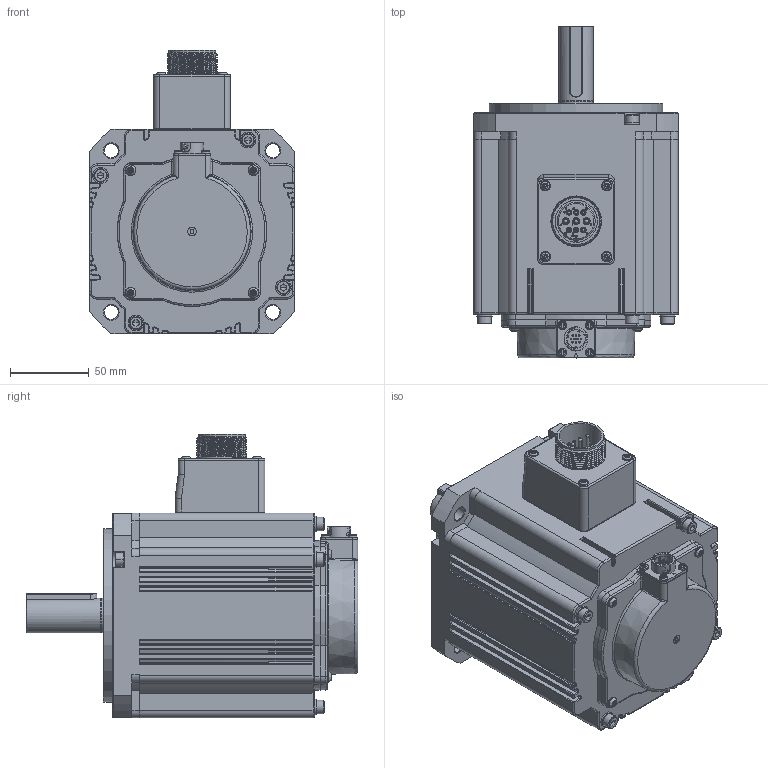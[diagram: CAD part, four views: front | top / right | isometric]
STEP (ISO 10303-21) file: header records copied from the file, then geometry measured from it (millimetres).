
FILE_DESCRIPTION(/* description */ (''),/* implementation_level */ '2;1');
FILE_NAME(/* name */ 'X2MG085H-B2LN外形图.stp',/* time_stamp */ '2020-04-10T16:31:19+08:00',/* author */ (''),/* organization */ (''),/* preprocessor_version */ 'ST-DEVELOPER v16',/* originating_system */ 'SIEMENS PLM Software NX 10.0',/* authorisation */ '');
FILE_SCHEMA (('CONFIG_CONTROL_DESIGN'));
Products named in the file (1): X2MG085H-B2LN外形图
Bounding box: 130 x 210.5 x 180.1 mm (x, y, z)
Volume: 2221605.3 mm3; surface area: 144729.4 mm2
Topology: 1 solids, 1 shells, 1932 faces, 5035 edges, 3190 vertices
Faces by surface type: plane 778, cylinder 667, torus 184, bspline 121, cone 84, extrusion 69, sphere 29
Full cylindrical faces by diameter (mm): 0.8 x4, 1 x10, 2.5 x1, 5.5 x5, 6 x4, 6.5 x4, 6.7 x8, 8.5 x4, 10 x8, 11.8 x1, 21.8 x1, 22 x1, 24 x1, 26.85 x1, 28.6 x1, 29.8 x1, 31.712 x8, 32.1 x1, 35 x1, 35.9 x1, 98 x1, 110 x1
Entity records: 76892 total; most frequent: CARTESIAN_POINT 30470, DIRECTION 9676, ORIENTED_EDGE 9620, EDGE_CURVE 4810, AXIS2_PLACEMENT_3D 3568, VERTEX_POINT 3117, VECTOR 2540, LINE 2471
